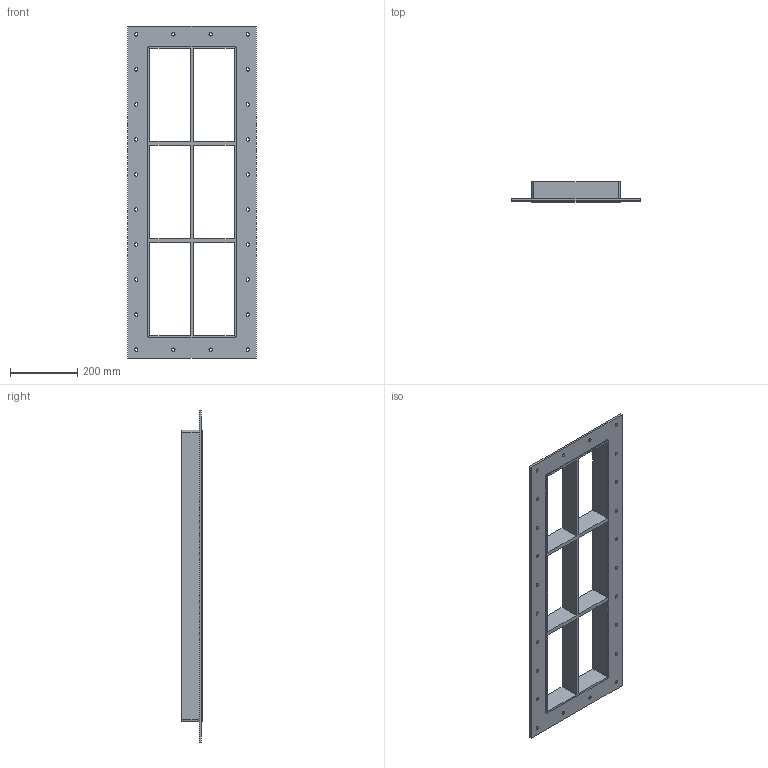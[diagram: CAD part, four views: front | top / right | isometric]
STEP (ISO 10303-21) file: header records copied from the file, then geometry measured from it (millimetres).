
FILE_DESCRIPTION((''),'2;1');
FILE_NAME('GBEX8+8+8X2.stp','2015-12-16T17:09:12',(''),(''),'Autodesk Inventor 2013','Autodesk Inventor 2013','');
FILE_SCHEMA(('AUTOMOTIVE_DESIGN { 1 0 10303 214 1 1 1 1 }'));
Length unit declared in the file: millimetre
Products named in the file (1): roxtec S_SF_G
Bounding box: 383 x 60 x 990 mm (x, y, z)
Volume: 2558141.5 mm3; surface area: 782309.7 mm2
Topology: 1 solids, 1 shells, 72 faces, 228 edges, 160 vertices
Faces by surface type: plane 40, cylinder 32
Full cylindrical faces by diameter (mm): 10 x24
Entity records: 2378 total; most frequent: DIRECTION 390, CARTESIAN_POINT 389, ORIENTED_EDGE 360, EDGE_CURVE 180, EDGE_LOOP 158, AXIS2_PLACEMENT_3D 137, VERTEX_POINT 136, VECTOR 116
